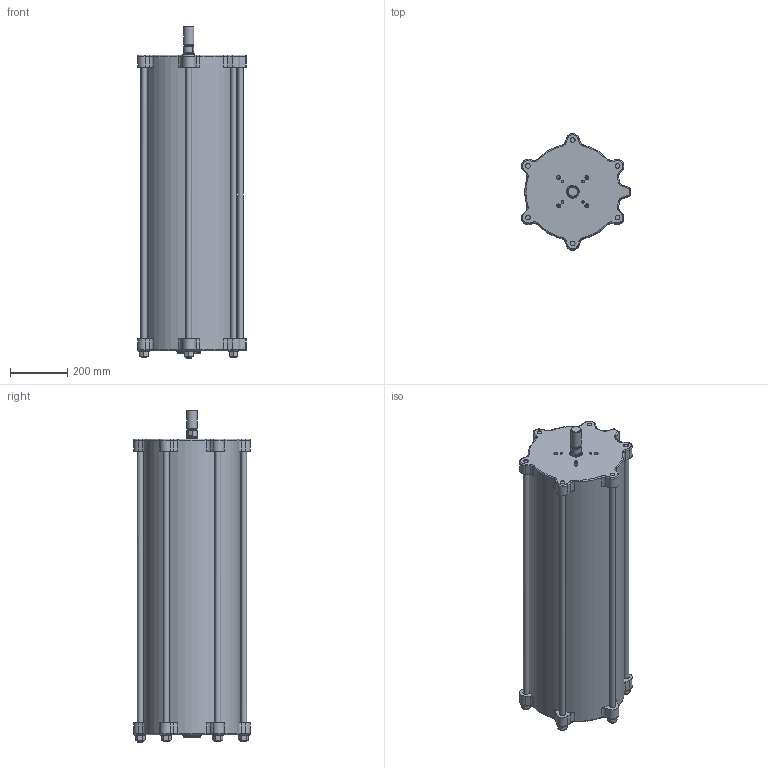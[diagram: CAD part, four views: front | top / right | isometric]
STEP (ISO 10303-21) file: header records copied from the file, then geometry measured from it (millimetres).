
FILE_DESCRIPTION(/* description */ (''),/* implementation_level */ '2;1');
FILE_NAME(/* name */ 'SC320 - 800.stp',/* time_stamp */ '2017-11-22T15:09:52+01:00',/* author */ ('Brumpreuksch'),/* organization */ (''),/* preprocessor_version */ 'ST-DEVELOPER v16.5',/* originating_system */ 'Autodesk Inventor 2017',/* authorisation */ '');
FILE_SCHEMA (('AUTOMOTIVE_DESIGN { 1 0 10303 214 3 1 1 }'));
Length unit declared in the file: millimetre
Products named in the file (1): SC320 - 800
Bounding box: 380.32 x 406 x 1159 mm (x, y, z)
Volume: 20162653.7 mm3; surface area: 3475919 mm2
Topology: 1 solids, 19 shells, 1285 faces, 2914 edges, 1690 vertices
Faces by surface type: cylinder 351, plane 303, bspline 282, torus 176, cone 101, sphere 72
Full cylindrical faces by diameter (mm): 4.917 x7, 7.5 x4, 8.376 x4, 9.5 x2, 10.106 x2, 12 x4, 13.835 x4, 14 x7, 16 x6, 18 x3, 18.2 x4, 18.5 x2, 18.631 x2, 20 x12, 21 x6, 22 x6, 23 x2, 25 x1, 26 x4, 30 x6, 30.5 x1, 32 x1, 36 x2, 37 x6, 40 x5, 40.2 x2, 44 x1, 49.8 x2, 56 x1, 250 x1
Entity records: 42581 total; most frequent: CARTESIAN_POINT 15115, DIRECTION 5526, ORIENTED_EDGE 5076, EDGE_CURVE 2534, AXIS2_PLACEMENT_3D 2499, EDGE_LOOP 1642, VERTEX_POINT 1586, CIRCLE 1372
